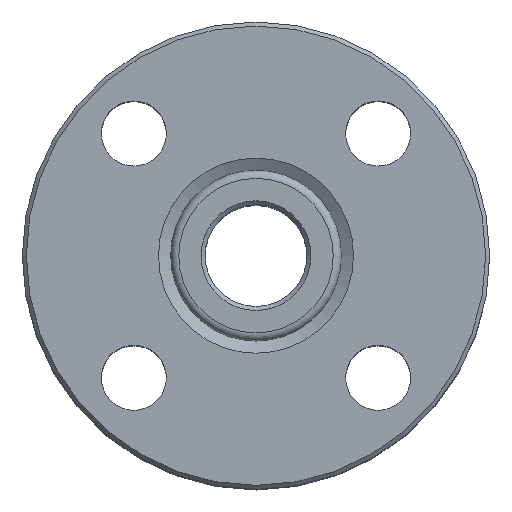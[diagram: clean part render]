
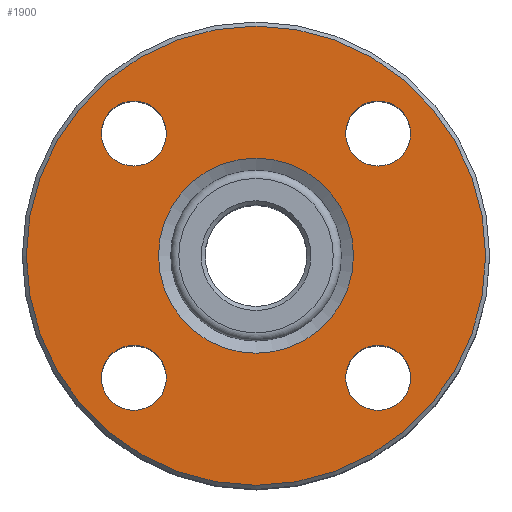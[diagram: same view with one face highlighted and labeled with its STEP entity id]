
A CAD part, top view. The second image highlights one B-rep face of the part: STEP entity #1900.
In plain terms, the highlighted planar face has unit normal (0, 0, 1).
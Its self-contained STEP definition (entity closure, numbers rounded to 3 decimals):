
#78=PLANE('',#2067);
#282=FACE_BOUND('',#499,.T.);
#283=FACE_BOUND('',#500,.T.);
#284=FACE_BOUND('',#501,.T.);
#285=FACE_BOUND('',#502,.T.);
#286=FACE_BOUND('',#503,.T.);
#378=FACE_OUTER_BOUND('',#498,.T.);
#498=EDGE_LOOP('',(#1653));
#499=EDGE_LOOP('',(#1654));
#500=EDGE_LOOP('',(#1655));
#501=EDGE_LOOP('',(#1656));
#502=EDGE_LOOP('',(#1657));
#503=EDGE_LOOP('',(#1658));
#589=CIRCLE('',#2066,56.5);
#590=CIRCLE('',#2068,8.);
#591=CIRCLE('',#2069,8.);
#592=CIRCLE('',#2070,8.);
#593=CIRCLE('',#2071,8.);
#594=CIRCLE('',#2072,24.);
#874=VERTEX_POINT('',#4049);
#875=VERTEX_POINT('',#4053);
#876=VERTEX_POINT('',#4055);
#877=VERTEX_POINT('',#4057);
#878=VERTEX_POINT('',#4059);
#879=VERTEX_POINT('',#4061);
#1138=EDGE_CURVE('',#874,#874,#589,.T.);
#1139=EDGE_CURVE('',#875,#875,#590,.T.);
#1140=EDGE_CURVE('',#876,#876,#591,.T.);
#1141=EDGE_CURVE('',#877,#877,#592,.T.);
#1142=EDGE_CURVE('',#878,#878,#593,.T.);
#1143=EDGE_CURVE('',#879,#879,#594,.T.);
#1653=ORIENTED_EDGE('',*,*,#1138,.F.);
#1654=ORIENTED_EDGE('',*,*,#1139,.F.);
#1655=ORIENTED_EDGE('',*,*,#1140,.F.);
#1656=ORIENTED_EDGE('',*,*,#1141,.F.);
#1657=ORIENTED_EDGE('',*,*,#1142,.F.);
#1658=ORIENTED_EDGE('',*,*,#1143,.T.);
#1900=ADVANCED_FACE('',(#378,#282,#283,#284,#285,#286),#78,.F.);
#2066=AXIS2_PLACEMENT_3D('',#4051,#2428,#2429);
#2067=AXIS2_PLACEMENT_3D('',#4052,#2430,#2431);
#2068=AXIS2_PLACEMENT_3D('',#4054,#2432,#2433);
#2069=AXIS2_PLACEMENT_3D('',#4056,#2434,#2435);
#2070=AXIS2_PLACEMENT_3D('',#4058,#2436,#2437);
#2071=AXIS2_PLACEMENT_3D('',#4060,#2438,#2439);
#2072=AXIS2_PLACEMENT_3D('',#4062,#2440,#2441);
#2428=DIRECTION('center_axis',(0.,0.,-1.));
#2429=DIRECTION('ref_axis',(1.,0.,0.));
#2430=DIRECTION('center_axis',(0.,0.,-1.));
#2431=DIRECTION('ref_axis',(-1.,0.,0.));
#2432=DIRECTION('center_axis',(0.,0.,1.));
#2433=DIRECTION('ref_axis',(1.,0.,0.));
#2434=DIRECTION('center_axis',(0.,0.,1.));
#2435=DIRECTION('ref_axis',(1.,0.,0.));
#2436=DIRECTION('center_axis',(0.,0.,1.));
#2437=DIRECTION('ref_axis',(1.,0.,0.));
#2438=DIRECTION('center_axis',(0.,0.,1.));
#2439=DIRECTION('ref_axis',(1.,0.,0.));
#2440=DIRECTION('center_axis',(0.,0.,-1.));
#2441=DIRECTION('ref_axis',(0.,1.,0.));
#4049=CARTESIAN_POINT('',(-56.5,0.,43.5));
#4051=CARTESIAN_POINT('Origin',(0.,0.,43.5));
#4052=CARTESIAN_POINT('Origin',(0.,0.,43.5));
#4053=CARTESIAN_POINT('',(-38.052,30.052,43.5));
#4054=CARTESIAN_POINT('Origin',(-30.052,30.052,43.5));
#4055=CARTESIAN_POINT('',(-38.052,-30.052,43.5));
#4056=CARTESIAN_POINT('Origin',(-30.052,-30.052,43.5));
#4057=CARTESIAN_POINT('',(22.052,-30.052,43.5));
#4058=CARTESIAN_POINT('Origin',(30.052,-30.052,43.5));
#4059=CARTESIAN_POINT('',(22.052,30.052,43.5));
#4060=CARTESIAN_POINT('Origin',(30.052,30.052,43.5));
#4061=CARTESIAN_POINT('',(0.,-24.,43.5));
#4062=CARTESIAN_POINT('Origin',(0.,0.,43.5));
